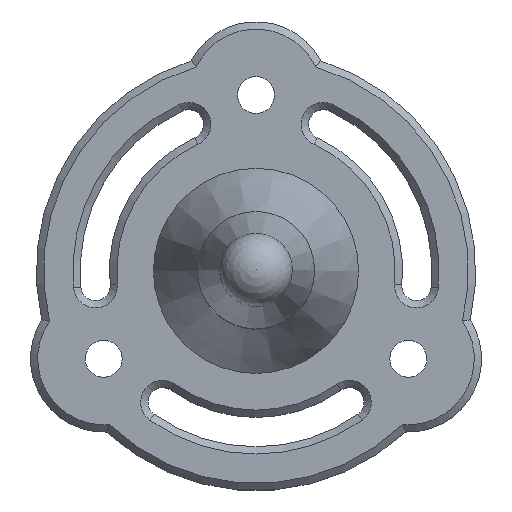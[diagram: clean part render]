
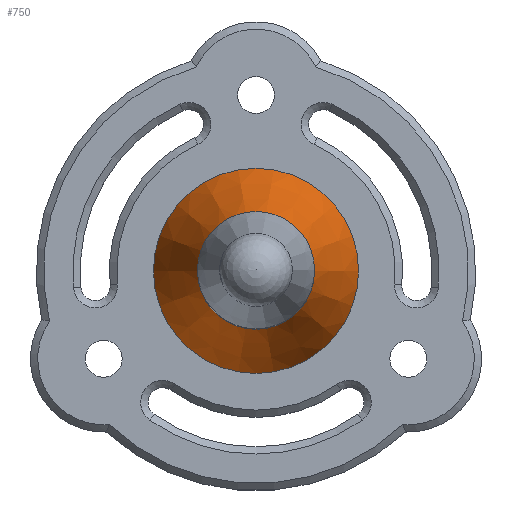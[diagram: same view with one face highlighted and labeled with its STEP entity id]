
A CAD part, top view. The second image highlights one B-rep face of the part: STEP entity #750.
In plain terms, the highlighted conical face has half-angle 20.556 degrees and reference radius 6.985 mm.
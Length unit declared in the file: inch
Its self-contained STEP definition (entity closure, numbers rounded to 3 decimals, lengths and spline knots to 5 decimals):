
#64=LINE('',#1365,#100);
#100=VECTOR('',#1123,0.275);
#165=FACE_OUTER_BOUND('',#217,.T.);
#217=EDGE_LOOP('',(#652,#653,#654,#655,#656));
#260=CIRCLE('',#805,0.35);
#295=CIRCLE('',#871,0.2);
#296=CIRCLE('',#872,0.2);
#327=VERTEX_POINT('',#1232);
#361=VERTEX_POINT('',#1361);
#362=VERTEX_POINT('',#1362);
#402=EDGE_CURVE('',#327,#327,#260,.T.);
#466=EDGE_CURVE('',#361,#362,#295,.T.);
#467=EDGE_CURVE('',#362,#361,#296,.T.);
#468=EDGE_CURVE('',#361,#327,#64,.T.);
#652=ORIENTED_EDGE('',*,*,#466,.T.);
#653=ORIENTED_EDGE('',*,*,#467,.T.);
#654=ORIENTED_EDGE('',*,*,#468,.T.);
#655=ORIENTED_EDGE('',*,*,#402,.T.);
#656=ORIENTED_EDGE('',*,*,#468,.F.);
#708=CONICAL_SURFACE('',#870,0.275,0.359);
#750=ADVANCED_FACE('',(#165),#708,.T.);
#805=AXIS2_PLACEMENT_3D('',#1233,#958,#959);
#870=AXIS2_PLACEMENT_3D('',#1360,#1117,#1118);
#871=AXIS2_PLACEMENT_3D('',#1363,#1119,#1120);
#872=AXIS2_PLACEMENT_3D('',#1364,#1121,#1122);
#958=DIRECTION('center_axis',(0.,0.,
1.));
#959=DIRECTION('ref_axis',(-1.,0.,0.));
#1117=DIRECTION('center_axis',(0.,0.,
-1.));
#1118=DIRECTION('ref_axis',(-1.,0.,0.));
#1119=DIRECTION('center_axis',(0.,0.,
-1.));
#1120=DIRECTION('ref_axis',(-1.,0.,0.));
#1121=DIRECTION('center_axis',(0.,0.,
-1.));
#1122=DIRECTION('ref_axis',(-1.,0.,0.));
#1123=DIRECTION('',(0.351,0.,-0.936));
#1232=CARTESIAN_POINT('',(0.35,0.,6.022));
#1233=CARTESIAN_POINT('Origin',(0.,0.,
6.022));
#1360=CARTESIAN_POINT('Origin',(0.,0.,
6.222));
#1361=CARTESIAN_POINT('',(0.2,0.,6.422));
#1362=CARTESIAN_POINT('',(-0.2,0.,6.422));
#1363=CARTESIAN_POINT('Origin',(0.,0.,
6.422));
#1364=CARTESIAN_POINT('Origin',(0.,0.,
6.422));
#1365=CARTESIAN_POINT('',(0.275,0.,6.222));
